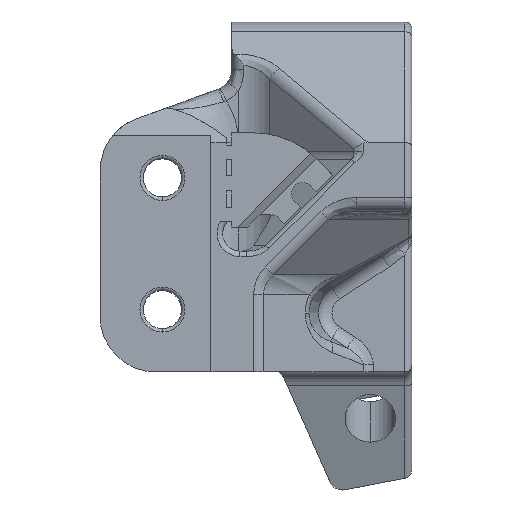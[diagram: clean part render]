
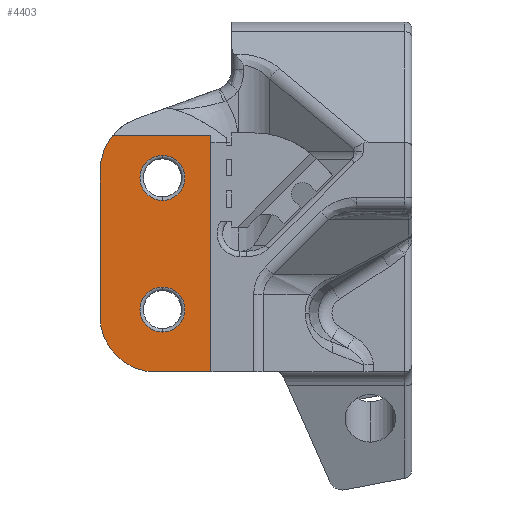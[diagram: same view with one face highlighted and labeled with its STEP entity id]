
A CAD part, left-side view. The second image highlights one B-rep face of the part: STEP entity #4403.
In plain terms, the highlighted planar face has unit normal (-1, 0, 0).
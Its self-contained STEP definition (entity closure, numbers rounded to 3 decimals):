
#23 = VERTEX_POINT ( 'NONE', #11846 ) ;
#26 = VERTEX_POINT ( 'NONE', #11849 ) ;
#36 = VERTEX_POINT ( 'NONE', #11859 ) ;
#37 = VERTEX_POINT ( 'NONE', #11860 ) ;
#135 = VERTEX_POINT ( 'NONE', #4531 ) ;
#163 = VERTEX_POINT ( 'NONE', #4559 ) ;
#530 = EDGE_CURVE ( 'NONE', #1283, #1280, #4298, .T. ) ;
#638 = EDGE_CURVE ( 'NONE', #1280, #1351, #5024, .T. ) ;
#641 = EDGE_CURVE ( 'NONE', #1371, #1351, #5030, .T. ) ;
#663 = EDGE_CURVE ( 'NONE', #37, #36, #5072, .T. ) ;
#664 = EDGE_CURVE ( 'NONE', #26, #23, #5073, .T. ) ;
#665 = EDGE_CURVE ( 'NONE', #1371, #163, #5069, .T. ) ;
#666 = EDGE_CURVE ( 'NONE', #1283, #135, #5074, .T. ) ;
#1280 = VERTEX_POINT ( 'NONE', #8523 ) ;
#1283 = VERTEX_POINT ( 'NONE', #8526 ) ;
#1351 = VERTEX_POINT ( 'NONE', #8594 ) ;
#1371 = VERTEX_POINT ( 'NONE', #8614 ) ;
#1785 = ORIENTED_EDGE ( 'NONE', *, *, #3222, .T. ) ;
#1786 = ORIENTED_EDGE ( 'NONE', *, *, #663, .T. ) ;
#1787 = ORIENTED_EDGE ( 'NONE', *, *, #3218, .T. ) ;
#1788 = ORIENTED_EDGE ( 'NONE', *, *, #664, .T. ) ;
#1789 = ORIENTED_EDGE ( 'NONE', *, *, #530, .T. ) ;
#1790 = ORIENTED_EDGE ( 'NONE', *, *, #638, .T. ) ;
#1791 = ORIENTED_EDGE ( 'NONE', *, *, #641, .F. ) ;
#1792 = ORIENTED_EDGE ( 'NONE', *, *, #665, .T. ) ;
#1793 = ORIENTED_EDGE ( 'NONE', *, *, #3380, .T. ) ;
#1794 = ORIENTED_EDGE ( 'NONE', *, *, #666, .F. ) ;
#3218 = EDGE_CURVE ( 'NONE', #23, #26, #10026, .T. ) ;
#3222 = EDGE_CURVE ( 'NONE', #36, #37, #10030, .T. ) ;
#3380 = EDGE_CURVE ( 'NONE', #163, #135, #10223, .T. ) ;
#3513 = AXIS2_PLACEMENT_3D ( 'NONE', #4885, #4886, #4887 ) ;
#3514 = AXIS2_PLACEMENT_3D ( 'NONE', #6039, #6040, #6041 ) ;
#3515 = AXIS2_PLACEMENT_3D ( 'NONE', #6043, #6044, #6045 ) ;
#3516 = AXIS2_PLACEMENT_3D ( 'NONE', #6047, #6048, #6049 ) ;
#3990 = EDGE_LOOP ( 'NONE', ( #1785, #1786 ) ) ;
#4004 = EDGE_LOOP ( 'NONE', ( #1789, #1790, #1791, #1792, #1793, #1794 ) ) ;
#4007 = EDGE_LOOP ( 'NONE', ( #1787, #1788 ) ) ;
#4298 = LINE ( 'NONE', #4603, #4299 ) ;
#4299 = VECTOR ( 'NONE', #4602, 1000. ) ;
#4403 = ADVANCED_FACE ( 'NONE', ( #10398, #10395, #10390 ), #11403, .F. ) ;
#4531 = CARTESIAN_POINT ( 'NONE',  ( -21.5, 14.5, -9.25 ) ) ;
#4559 = CARTESIAN_POINT ( 'NONE',  ( -21.5, 18.5, -9.25 ) ) ;
#4602 = DIRECTION ( 'NONE',  ( 0., 1., 0. ) ) ;
#4603 = CARTESIAN_POINT ( 'NONE',  ( -21.5, 6., 7.804 ) ) ;
#4884 = CARTESIAN_POINT ( 'NONE',  ( -21.5, 22.5, -10.671 ) ) ;
#4885 = CARTESIAN_POINT ( 'NONE',  ( -21.5, 18.5, 5.25 ) ) ;
#4886 = DIRECTION ( 'NONE',  ( -1., 0., 0. ) ) ;
#4887 = DIRECTION ( 'NONE',  ( 0., 0., -1. ) ) ;
#4891 = DIRECTION ( 'NONE',  ( 0., 0., 1. ) ) ;
#4939 = CARTESIAN_POINT ( 'NONE',  ( -21.5, 14.5, -10.671 ) ) ;
#5024 = CIRCLE ( 'NONE', #3513, 4. ) ;
#5030 = LINE ( 'NONE', #4884, #5039 ) ;
#5039 = VECTOR ( 'NONE', #4891, 1000. ) ;
#5069 = CIRCLE ( 'NONE', #3516, 4. ) ;
#5072 = CIRCLE ( 'NONE', #3514, 1.625 ) ;
#5073 = CIRCLE ( 'NONE', #3515, 1.625 ) ;
#5074 = LINE ( 'NONE', #4939, #5076 ) ;
#5076 = VECTOR ( 'NONE', #6042, 1000. ) ;
#6039 = CARTESIAN_POINT ( 'NONE',  ( -21.5, 18., 4.75 ) ) ;
#6040 = DIRECTION ( 'NONE',  ( 1., 0., 0. ) ) ;
#6041 = DIRECTION ( 'NONE',  ( 0., 0., -1. ) ) ;
#6042 = DIRECTION ( 'NONE',  ( 0., 0., -1. ) ) ;
#6043 = CARTESIAN_POINT ( 'NONE',  ( -21.5, 18., -4.75 ) ) ;
#6044 = DIRECTION ( 'NONE',  ( 1., 0., 0. ) ) ;
#6045 = DIRECTION ( 'NONE',  ( 0., 0., -1. ) ) ;
#6047 = CARTESIAN_POINT ( 'NONE',  ( -21.5, 18.5, -5.25 ) ) ;
#6048 = DIRECTION ( 'NONE',  ( -1., 0., 0. ) ) ;
#6049 = DIRECTION ( 'NONE',  ( 0., 0., -1. ) ) ;
#8523 = CARTESIAN_POINT ( 'NONE',  ( -21.5, 21.578, 7.804 ) ) ;
#8526 = CARTESIAN_POINT ( 'NONE',  ( -21.5, 14.5, 7.804 ) ) ;
#8594 = CARTESIAN_POINT ( 'NONE',  ( -21.5, 22.5, 5.25 ) ) ;
#8614 = CARTESIAN_POINT ( 'NONE',  ( -21.5, 22.5, -5.25 ) ) ;
#8769 = AXIS2_PLACEMENT_3D ( 'NONE', #10507, #10508, #10509 ) ;
#8773 = AXIS2_PLACEMENT_3D ( 'NONE', #10521, #10522, #10523 ) ;
#8884 = AXIS2_PLACEMENT_3D ( 'NONE', #11402, #11390, #11405 ) ;
#10026 = CIRCLE ( 'NONE', #8769, 1.625 ) ;
#10030 = CIRCLE ( 'NONE', #8773, 1.625 ) ;
#10223 = LINE ( 'NONE', #10988, #10226 ) ;
#10226 = VECTOR ( 'NONE', #10989, 1000. ) ;
#10390 = FACE_OUTER_BOUND ( 'NONE', #4004, .T. ) ;
#10395 = FACE_BOUND ( 'NONE', #4007, .T. ) ;
#10398 = FACE_BOUND ( 'NONE', #3990, .T. ) ;
#10507 = CARTESIAN_POINT ( 'NONE',  ( -21.5, 18., -4.75 ) ) ;
#10508 = DIRECTION ( 'NONE',  ( 1., 0., 0. ) ) ;
#10509 = DIRECTION ( 'NONE',  ( 0., 0., -1. ) ) ;
#10521 = CARTESIAN_POINT ( 'NONE',  ( -21.5, 18., 4.75 ) ) ;
#10522 = DIRECTION ( 'NONE',  ( 1., 0., 0. ) ) ;
#10523 = DIRECTION ( 'NONE',  ( 0., 0., -1. ) ) ;
#10988 = CARTESIAN_POINT ( 'NONE',  ( -21.5, 6., -9.25 ) ) ;
#10989 = DIRECTION ( 'NONE',  ( 0., -1., 0. ) ) ;
#11390 = DIRECTION ( 'NONE',  ( 1., 0., 0. ) ) ;
#11402 = CARTESIAN_POINT ( 'NONE',  ( -21.5, 6., -18. ) ) ;
#11403 = PLANE ( 'NONE',  #8884 ) ;
#11405 = DIRECTION ( 'NONE',  ( 0., 0., -1. ) ) ;
#11846 = CARTESIAN_POINT ( 'NONE',  ( -21.5, 18., -6.375 ) ) ;
#11849 = CARTESIAN_POINT ( 'NONE',  ( -21.5, 18., -3.125 ) ) ;
#11859 = CARTESIAN_POINT ( 'NONE',  ( -21.5, 18., 3.125 ) ) ;
#11860 = CARTESIAN_POINT ( 'NONE',  ( -21.5, 18., 6.375 ) ) ;
